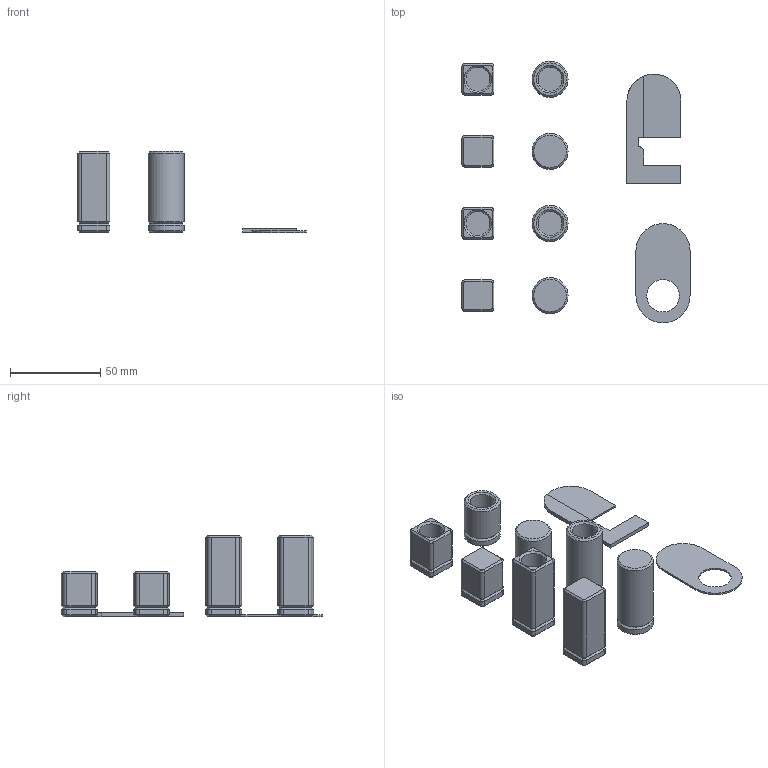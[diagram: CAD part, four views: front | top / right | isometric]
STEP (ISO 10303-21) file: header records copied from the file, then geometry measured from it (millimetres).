
FILE_DESCRIPTION(/* description */ (''),/* implementation_level */ '2;1');
FILE_NAME(/* name */ 'Pieces.step',/* time_stamp */ '2023-09-11T11:25:35-07:00',/* author */ (''),/* organization */ (''),/* preprocessor_version */ 'ST-DEVELOPER v20',/* originating_system */ 'Autodesk Translation Framework v12.9.0.99',/* authorisation */ '');
FILE_SCHEMA (('AUTOMOTIVE_DESIGN { 1 0 10303 214 3 1 1 }'));
Length unit declared in the file: millimetre
Products named in the file (4): Pieces; PieceSet; RoundCorkStencil; SquareCorkCutGuide
Assembly tree (3 placements, depth 2):
  Pieces
    PieceSet
    RoundCorkStencil
    SquareCorkCutGuide
Bounding box: 126.5 x 145 x 45 mm (x, y, z)
Volume: 76997.4 mm3; surface area: 32764.3 mm2
Topology: 10 solids, 10 shells, 281 faces, 571 edges, 322 vertices
Faces by surface type: plane 140, cone 84, cylinder 57
Full cylindrical faces by diameter (mm): 12 x8, 13.333 x4, 18 x1, 20 x8
Entity records: 7283 total; most frequent: DIRECTION 1336, CARTESIAN_POINT 1182, ORIENTED_EDGE 1142, EDGE_CURVE 571, AXIS2_PLACEMENT_3D 476, LINE 384, VECTOR 384, VERTEX_POINT 322
